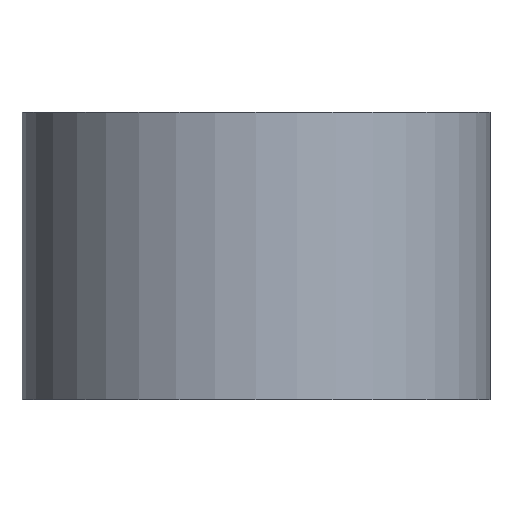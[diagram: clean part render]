
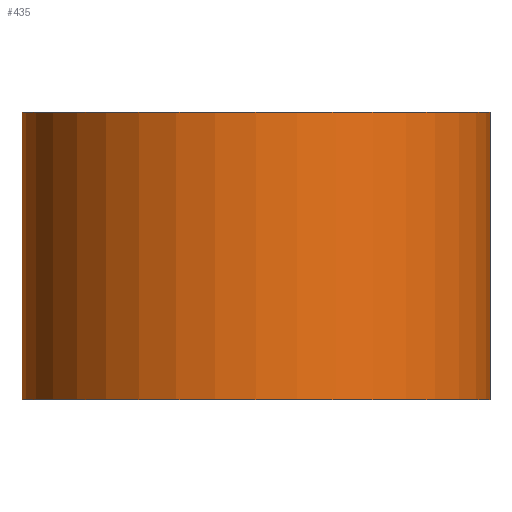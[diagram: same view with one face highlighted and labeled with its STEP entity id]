
A CAD part, front view. The second image highlights one B-rep face of the part: STEP entity #435.
In plain terms, the highlighted cylindrical face has radius 15.507 mm (diameter 31.013 mm), a partial arc.
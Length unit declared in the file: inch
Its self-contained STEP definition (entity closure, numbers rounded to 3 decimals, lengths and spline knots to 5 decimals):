
#12 = CIRCLE ( 'NONE', #382, 0.6105 ) ;
#36 = EDGE_CURVE ( 'NONE', #437, #258, #147, .T. ) ;
#39 = CIRCLE ( 'NONE', #89, 0.6105 ) ;
#45 = CARTESIAN_POINT ( 'NONE',  ( -0.048, -1.625, 0.375 ) ) ;
#79 = CYLINDRICAL_SURFACE ( 'NONE', #189, 0.6105 ) ;
#85 = DIRECTION ( 'NONE',  ( 0., 0., -1. ) ) ;
#89 = AXIS2_PLACEMENT_3D ( 'NONE', #331, #85, #378 ) ;
#128 = DIRECTION ( 'NONE',  ( 0., 0., -1. ) ) ;
#144 = CARTESIAN_POINT ( 'NONE',  ( 0.5625, -1.625, 0.375 ) ) ;
#147 = LINE ( 'NONE', #472, #223 ) ;
#178 = EDGE_LOOP ( 'NONE', ( #482, #240, #311, #439 ) ) ;
#189 = AXIS2_PLACEMENT_3D ( 'NONE', #538, #128, #455 ) ;
#207 = DIRECTION ( 'NONE',  ( 1., 0., 0. ) ) ;
#222 = VERTEX_POINT ( 'NONE', #532 ) ;
#223 = VECTOR ( 'NONE', #380, 39.37008 ) ;
#224 = CARTESIAN_POINT ( 'NONE',  ( -0.048, -1.625, 0.375 ) ) ;
#240 = ORIENTED_EDGE ( 'NONE', *, *, #36, .F. ) ;
#246 = DIRECTION ( 'NONE',  ( 0., 0., -1. ) ) ;
#258 = VERTEX_POINT ( 'NONE', #449 ) ;
#311 = ORIENTED_EDGE ( 'NONE', *, *, #348, .T. ) ;
#331 = CARTESIAN_POINT ( 'NONE',  ( 0.5625, -1.625, -0.375 ) ) ;
#348 = EDGE_CURVE ( 'NONE', #437, #443, #12, .T. ) ;
#378 = DIRECTION ( 'NONE',  ( 1., 0., 0. ) ) ;
#380 = DIRECTION ( 'NONE',  ( 0., 0., -1. ) ) ;
#382 = AXIS2_PLACEMENT_3D ( 'NONE', #144, #246, #207 ) ;
#387 = FACE_OUTER_BOUND ( 'NONE', #178, .T. ) ;
#388 = EDGE_CURVE ( 'NONE', #443, #222, #513, .T. ) ;
#435 = ADVANCED_FACE ( 'NONE', ( #387 ), #79, .T. ) ;
#437 = VERTEX_POINT ( 'NONE', #458 ) ;
#439 = ORIENTED_EDGE ( 'NONE', *, *, #388, .T. ) ;
#443 = VERTEX_POINT ( 'NONE', #224 ) ;
#449 = CARTESIAN_POINT ( 'NONE',  ( 0.5625, -1.0145, -0.375 ) ) ;
#450 = DIRECTION ( 'NONE',  ( 0., 0., -1. ) ) ;
#455 = DIRECTION ( 'NONE',  ( -1., 0., 0. ) ) ;
#458 = CARTESIAN_POINT ( 'NONE',  ( 0.5625, -1.0145, 0.375 ) ) ;
#472 = CARTESIAN_POINT ( 'NONE',  ( 0.5625, -1.0145, 0.375 ) ) ;
#481 = EDGE_CURVE ( 'NONE', #258, #222, #39, .T. ) ;
#482 = ORIENTED_EDGE ( 'NONE', *, *, #481, .F. ) ;
#513 = LINE ( 'NONE', #45, #524 ) ;
#524 = VECTOR ( 'NONE', #450, 39.37008 ) ;
#532 = CARTESIAN_POINT ( 'NONE',  ( -0.048, -1.625, -0.375 ) ) ;
#538 = CARTESIAN_POINT ( 'NONE',  ( 0.5625, -1.625, 0.375 ) ) ;
